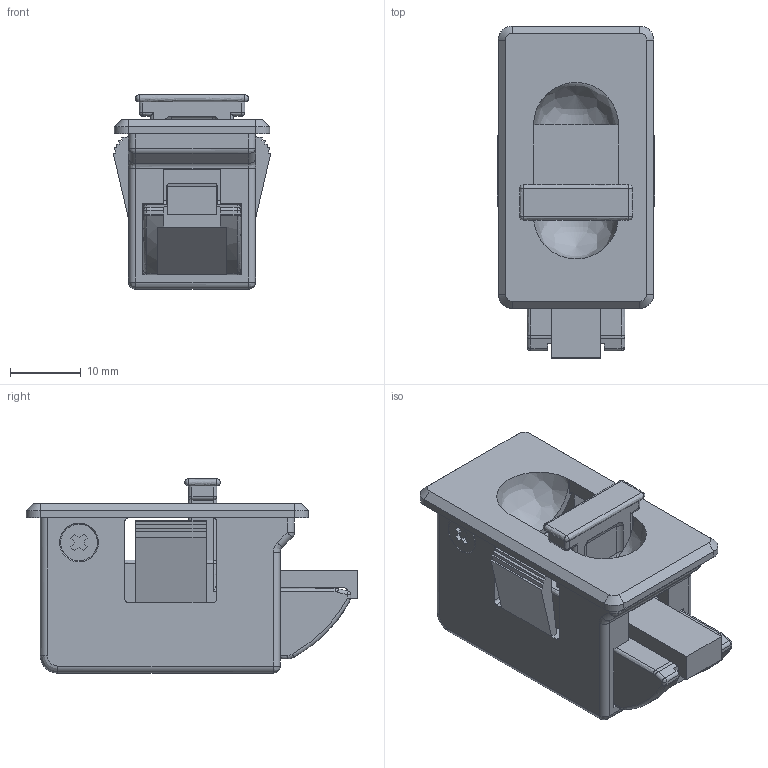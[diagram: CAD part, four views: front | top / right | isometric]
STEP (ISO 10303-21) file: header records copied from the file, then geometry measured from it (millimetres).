
FILE_DESCRIPTION((''),'2;1');
FILE_NAME('','2005-07-15T16:53:01',(''),(''),'','CADfix','');
FILE_SCHEMA(('AUTOMOTIVE_DESIGN'));
Length unit declared in the file: millimetre
Products named in the file (5): stopper; screw; latch; housing; TL_340_12798_36
Assembly tree (4 placements, depth 2):
  TL_340_12798_36
    stopper
    screw
    latch
    housing
Bounding box: 22.3 x 47 x 27.5 mm (x, y, z)
Volume: 10284.7 mm3; surface area: 10253.9 mm2
Topology: 4 solids, 4 shells, 281 faces, 738 edges, 462 vertices
Faces by surface type: bspline 281
Entity records: 8975 total; most frequent: CARTESIAN_POINT 4690, ORIENTED_EDGE 1472, EDGE_CURVE 736, QUASI_UNIFORM_CURVE 468, VERTEX_POINT 462, EDGE_LOOP 292, FACE_OUTER_BOUND 281, ADVANCED_FACE 281
